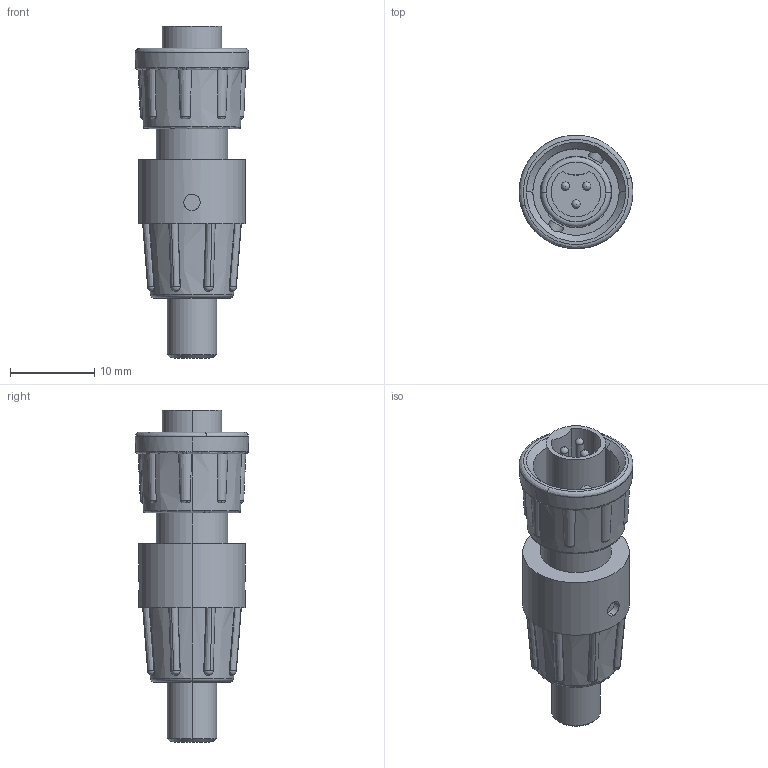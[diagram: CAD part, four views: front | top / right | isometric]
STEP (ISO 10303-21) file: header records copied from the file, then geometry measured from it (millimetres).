
FILE_DESCRIPTION (( 'STEP AP203' ), '1' );
FILE_NAME ('16282-3PG-315.STEP', '2014-03-19T13:32:16', ( '' ), ( '' ), 'SwSTEP 2.0', 'SolidWorks 2014', '' );
FILE_SCHEMA (( 'CONFIG_CONTROL_DESIGN' ));
Length unit declared in the file: inch
Products named in the file (1): 16282-3PG-315
Bounding box: 13.51 x 13.5 x 39.45 mm (x, y, z)
Volume: 2932.9 mm3; surface area: 2371.9 mm2
Topology: 1 solids, 1 shells, 180 faces, 473 edges, 303 vertices
Faces by surface type: bspline 52, plane 51, cylinder 39, cone 21, sphere 13, torus 4
Entity records: 6875 total; most frequent: CARTESIAN_POINT 2784, ORIENTED_EDGE 916, DIRECTION 768, EDGE_CURVE 458, AXIS2_PLACEMENT_3D 331, VERTEX_POINT 294, CIRCLE 202, EDGE_LOOP 194
